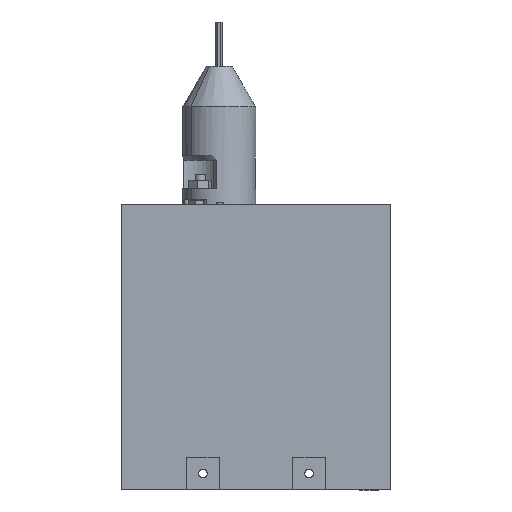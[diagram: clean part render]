
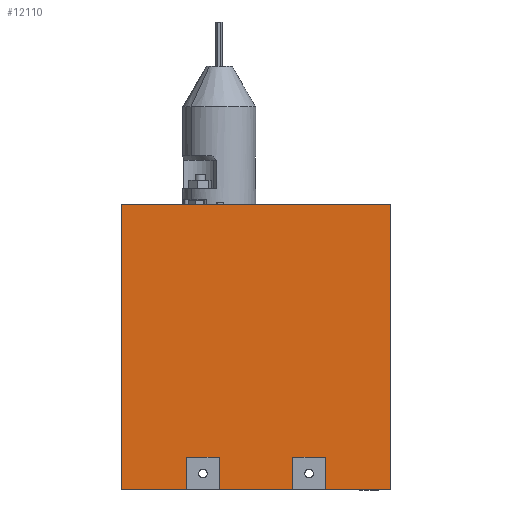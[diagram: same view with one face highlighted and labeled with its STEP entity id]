
A CAD part, left-side view. The second image highlights one B-rep face of the part: STEP entity #12110.
In plain terms, the highlighted planar face has unit normal (-1, 0, 0).
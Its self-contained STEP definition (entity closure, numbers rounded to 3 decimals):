
#216 = CARTESIAN_POINT ( 'NONE',  ( -24.5, 36.65, -8. ) ) ;
#925 = ORIENTED_EDGE ( 'NONE', *, *, #13329, .T. ) ;
#1078 = VECTOR ( 'NONE', #3934, 1000. ) ;
#1939 = VECTOR ( 'NONE', #28846, 1000. ) ;
#1968 = DIRECTION ( 'NONE',  ( 0., -1., 0. ) ) ;
#2237 = LINE ( 'NONE', #2388, #13898 ) ;
#2354 = VERTEX_POINT ( 'NONE', #20926 ) ;
#2388 = CARTESIAN_POINT ( 'NONE',  ( -24.5, -5.35, -70. ) ) ;
#2645 = VERTEX_POINT ( 'NONE', #28973 ) ;
#2752 = LINE ( 'NONE', #28263, #3605 ) ;
#2822 = CARTESIAN_POINT ( 'NONE',  ( -24.5, 60.65, 0. ) ) ;
#3161 = VECTOR ( 'NONE', #25567, 1000. ) ;
#3509 = ORIENTED_EDGE ( 'NONE', *, *, #11001, .T. ) ;
#3605 = VECTOR ( 'NONE', #25973, 1000. ) ;
#3934 = DIRECTION ( 'NONE',  ( 0., -1., 0. ) ) ;
#4017 = LINE ( 'NONE', #17386, #14304 ) ;
#4134 = VERTEX_POINT ( 'NONE', #17737 ) ;
#4135 = EDGE_CURVE ( 'NONE', #2354, #24646, #22756, .T. ) ;
#4974 = DIRECTION ( 'NONE',  ( 0., 0., 1. ) ) ;
#5266 = CARTESIAN_POINT ( 'NONE',  ( -24.5, 44.65, -8. ) ) ;
#5817 = LINE ( 'NONE', #5974, #24777 ) ;
#5974 = CARTESIAN_POINT ( 'NONE',  ( -24.5, 60.65, 0. ) ) ;
#6278 = CARTESIAN_POINT ( 'NONE',  ( -24.5, 36.65, -8. ) ) ;
#6544 = CARTESIAN_POINT ( 'NONE',  ( -24.5, 44.65, -8. ) ) ;
#6630 = EDGE_LOOP ( 'NONE', ( #15636, #11578, #925, #17249, #23129, #3509, #12623, #12330, #15408, #16938, #11386, #17291 ) ) ;
#6986 = DIRECTION ( 'NONE',  ( 0., -1., 0. ) ) ;
#7214 = LINE ( 'NONE', #13886, #23618 ) ;
#7531 = DIRECTION ( 'NONE',  ( 0., 1., 0. ) ) ;
#9027 = VERTEX_POINT ( 'NONE', #27593 ) ;
#9319 = VERTEX_POINT ( 'NONE', #21955 ) ;
#9675 = LINE ( 'NONE', #5266, #9941 ) ;
#9941 = VECTOR ( 'NONE', #7531, 1000. ) ;
#10899 = EDGE_CURVE ( 'NONE', #29282, #17323, #4017, .T. ) ;
#11001 = EDGE_CURVE ( 'NONE', #9319, #23190, #18285, .T. ) ;
#11236 = CARTESIAN_POINT ( 'NONE',  ( -24.5, 60.65, -70. ) ) ;
#11386 = ORIENTED_EDGE ( 'NONE', *, *, #20749, .T. ) ;
#11542 = DIRECTION ( 'NONE',  ( 0., 0., 1. ) ) ;
#11578 = ORIENTED_EDGE ( 'NONE', *, *, #25785, .T. ) ;
#11613 = DIRECTION ( 'NONE',  ( 0., 0., 1. ) ) ;
#12110 = ADVANCED_FACE ( 'NONE', ( #22766 ), #29907, .T. ) ;
#12330 = ORIENTED_EDGE ( 'NONE', *, *, #15488, .T. ) ;
#12623 = ORIENTED_EDGE ( 'NONE', *, *, #13569, .T. ) ;
#12678 = VECTOR ( 'NONE', #6986, 1000. ) ;
#12805 = VERTEX_POINT ( 'NONE', #19472 ) ;
#13247 = DIRECTION ( 'NONE',  ( 0., -1., 0. ) ) ;
#13329 = EDGE_CURVE ( 'NONE', #9027, #12805, #2752, .T. ) ;
#13569 = EDGE_CURVE ( 'NONE', #23190, #28077, #9675, .T. ) ;
#13823 = LINE ( 'NONE', #20815, #12678 ) ;
#13886 = CARTESIAN_POINT ( 'NONE',  ( -24.5, 18.65, -8. ) ) ;
#13898 = VECTOR ( 'NONE', #4974, 1000. ) ;
#14304 = VECTOR ( 'NONE', #19948, 1000. ) ;
#14978 = EDGE_CURVE ( 'NONE', #17323, #4134, #5817, .T. ) ;
#15162 = VECTOR ( 'NONE', #29563, 1000. ) ;
#15408 = ORIENTED_EDGE ( 'NONE', *, *, #14978, .F. ) ;
#15488 = EDGE_CURVE ( 'NONE', #28077, #4134, #29911, .T. ) ;
#15636 = ORIENTED_EDGE ( 'NONE', *, *, #4135, .F. ) ;
#16582 = CARTESIAN_POINT ( 'NONE',  ( -24.5, -5.35, -70. ) ) ;
#16721 = EDGE_CURVE ( 'NONE', #17846, #24646, #2237, .T. ) ;
#16938 = ORIENTED_EDGE ( 'NONE', *, *, #10899, .F. ) ;
#17249 = ORIENTED_EDGE ( 'NONE', *, *, #18629, .T. ) ;
#17291 = ORIENTED_EDGE ( 'NONE', *, *, #16721, .T. ) ;
#17323 = VERTEX_POINT ( 'NONE', #2822 ) ;
#17386 = CARTESIAN_POINT ( 'NONE',  ( -24.5, 60.65, -70. ) ) ;
#17737 = CARTESIAN_POINT ( 'NONE',  ( -24.5, 44.65, 0. ) ) ;
#17846 = VERTEX_POINT ( 'NONE', #16582 ) ;
#18078 = CARTESIAN_POINT ( 'NONE',  ( -24.5, 60.65, -70. ) ) ;
#18285 = LINE ( 'NONE', #216, #3161 ) ;
#18629 = EDGE_CURVE ( 'NONE', #12805, #2645, #7214, .T. ) ;
#19431 = LINE ( 'NONE', #21566, #1939 ) ;
#19472 = CARTESIAN_POINT ( 'NONE',  ( -24.5, 18.65, -8. ) ) ;
#19548 = EDGE_CURVE ( 'NONE', #9319, #2645, #19431, .T. ) ;
#19948 = DIRECTION ( 'NONE',  ( 0., 0., 1. ) ) ;
#20024 = CARTESIAN_POINT ( 'NONE',  ( -24.5, 60.65, 0. ) ) ;
#20749 = EDGE_CURVE ( 'NONE', #29282, #17846, #13823, .T. ) ;
#20815 = CARTESIAN_POINT ( 'NONE',  ( -24.5, 60.65, -70. ) ) ;
#20926 = CARTESIAN_POINT ( 'NONE',  ( -24.5, 10.65, 0. ) ) ;
#21566 = CARTESIAN_POINT ( 'NONE',  ( -24.5, 60.65, 0. ) ) ;
#21615 = CARTESIAN_POINT ( 'NONE',  ( -24.5, -5.35, 0. ) ) ;
#21955 = CARTESIAN_POINT ( 'NONE',  ( -24.5, 36.65, 0. ) ) ;
#22756 = LINE ( 'NONE', #20024, #1078 ) ;
#22766 = FACE_OUTER_BOUND ( 'NONE', #6630, .T. ) ;
#23062 = CARTESIAN_POINT ( 'NONE',  ( -24.5, 44.65, -8. ) ) ;
#23129 = ORIENTED_EDGE ( 'NONE', *, *, #19548, .F. ) ;
#23190 = VERTEX_POINT ( 'NONE', #6278 ) ;
#23618 = VECTOR ( 'NONE', #11613, 1000. ) ;
#24646 = VERTEX_POINT ( 'NONE', #21615 ) ;
#24703 = CARTESIAN_POINT ( 'NONE',  ( -24.5, 10.65, -8. ) ) ;
#24777 = VECTOR ( 'NONE', #13247, 1000. ) ;
#24797 = VECTOR ( 'NONE', #11542, 1000. ) ;
#25567 = DIRECTION ( 'NONE',  ( 0., 0., -1. ) ) ;
#25785 = EDGE_CURVE ( 'NONE', #2354, #9027, #29259, .T. ) ;
#25973 = DIRECTION ( 'NONE',  ( 0., 1., 0. ) ) ;
#27333 = DIRECTION ( 'NONE',  ( -1., 0., 0. ) ) ;
#27593 = CARTESIAN_POINT ( 'NONE',  ( -24.5, 10.65, -8. ) ) ;
#28077 = VERTEX_POINT ( 'NONE', #6544 ) ;
#28263 = CARTESIAN_POINT ( 'NONE',  ( -24.5, 18.65, -8. ) ) ;
#28846 = DIRECTION ( 'NONE',  ( 0., -1., 0. ) ) ;
#28911 = AXIS2_PLACEMENT_3D ( 'NONE', #11236, #27333, #1968 ) ;
#28973 = CARTESIAN_POINT ( 'NONE',  ( -24.5, 18.65, 0. ) ) ;
#29259 = LINE ( 'NONE', #24703, #15162 ) ;
#29282 = VERTEX_POINT ( 'NONE', #18078 ) ;
#29563 = DIRECTION ( 'NONE',  ( 0., 0., -1. ) ) ;
#29907 = PLANE ( 'NONE',  #28911 ) ;
#29911 = LINE ( 'NONE', #23062, #24797 ) ;
